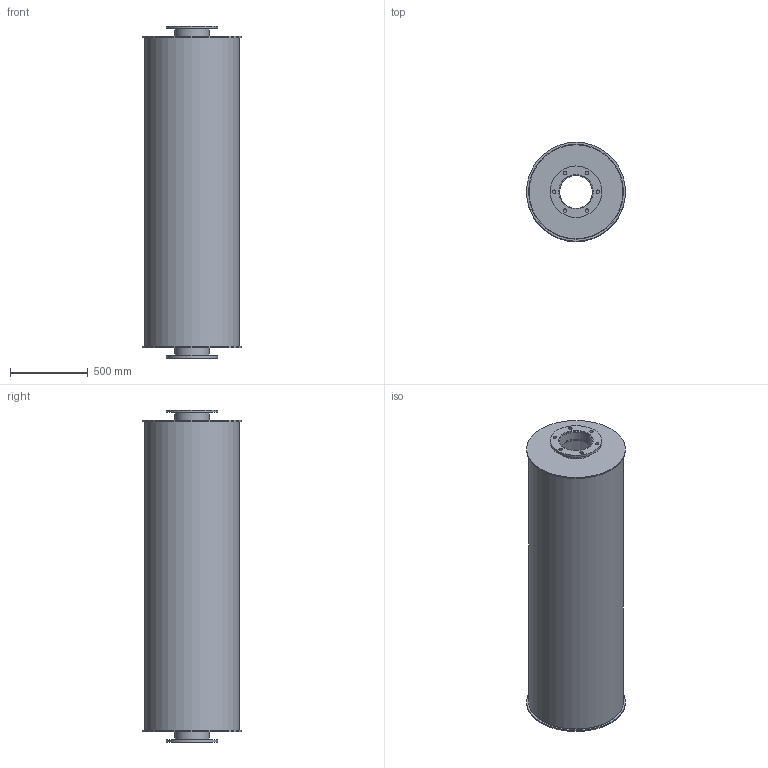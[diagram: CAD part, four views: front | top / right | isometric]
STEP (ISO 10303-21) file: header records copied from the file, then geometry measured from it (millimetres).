
FILE_DESCRIPTION(/* description */ (''),/* implementation_level */ '2;1');
FILE_NAME(/* name */ 'Sdhc 08.stp',/* time_stamp */ '2015-01-21T09:32:23+01:00',/* author */ ('Tekenkamer'),/* organization */ (''),/* preprocessor_version */ 'ST-DEVELOPER v15.6',/* originating_system */ 'Autodesk Inventor 2015',/* authorisation */ '');
FILE_SCHEMA (('AUTOMOTIVE_DESIGN { 1 0 10303 214 3 1 1 }'));
Length unit declared in the file: millimetre
Products named in the file (1): MAAT3D
Bounding box: 635 x 635 x 2130 mm (x, y, z)
Volume: 17464729.3 mm3; surface area: 9140756 mm2
Topology: 7 solids, 7 shells, 40 faces, 78 edges, 52 vertices
Faces by surface type: cylinder 26, plane 14
Full cylindrical faces by diameter (mm): 22 x12, 213 x2, 219 x2, 221 x4, 330 x2, 602 x1, 608 x1, 635 x2
Entity records: 1025 total; most frequent: DIRECTION 186, CARTESIAN_POINT 145, EDGE_LOOP 104, ORIENTED_EDGE 104, AXIS2_PLACEMENT_3D 93, FACE_BOUND 64, CIRCLE 52, VERTEX_POINT 52
